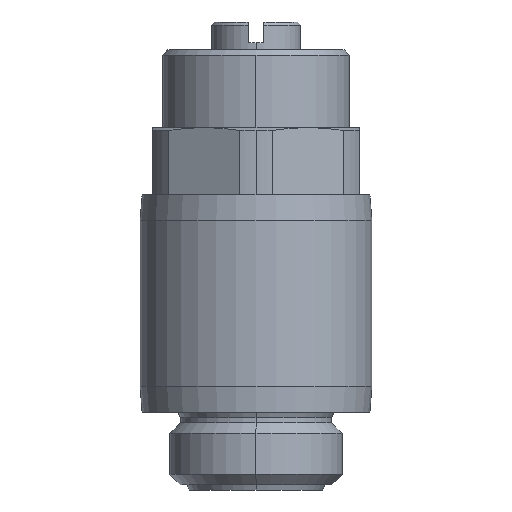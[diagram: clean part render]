
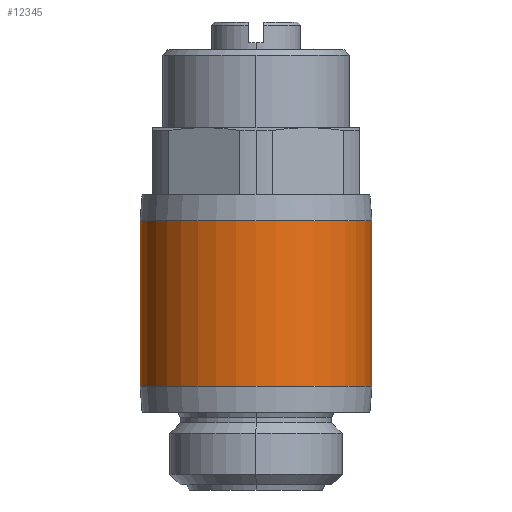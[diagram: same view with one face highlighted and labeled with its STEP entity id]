
A CAD part, left-side view. The second image highlights one B-rep face of the part: STEP entity #12345.
In plain terms, the highlighted cylindrical face has radius 11.2 mm (diameter 22.4 mm), a partial arc.
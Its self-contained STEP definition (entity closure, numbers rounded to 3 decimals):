
#491 = CARTESIAN_POINT ( 'NONE',  ( 6.2, 0., 8. ) ) ;
#1547 = FACE_OUTER_BOUND ( 'NONE', #15003, .T. ) ;
#1669 = DIRECTION ( 'NONE',  ( 0., 0., -1. ) ) ;
#1927 = ORIENTED_EDGE ( 'NONE', *, *, #7494, .F. ) ;
#2315 = CIRCLE ( 'NONE', #6578, 11.2 ) ;
#2377 = AXIS2_PLACEMENT_3D ( 'NONE', #8454, #13443, #7305 ) ;
#2548 = LINE ( 'NONE', #13098, #9037 ) ;
#3001 = VERTEX_POINT ( 'NONE', #6930 ) ;
#3104 = VECTOR ( 'NONE', #8189, 1000. ) ;
#3263 = DIRECTION ( 'NONE',  ( 0., -1., 0. ) ) ;
#4297 = CARTESIAN_POINT ( 'NONE',  ( 6.2, -11.2, 0. ) ) ;
#4853 = ORIENTED_EDGE ( 'NONE', *, *, #6486, .T. ) ;
#6486 = EDGE_CURVE ( 'NONE', #11659, #3001, #2548, .T. ) ;
#6578 = AXIS2_PLACEMENT_3D ( 'NONE', #13190, #6952, #3263 ) ;
#6930 = CARTESIAN_POINT ( 'NONE',  ( 6.2, 11.2, 8. ) ) ;
#6952 = DIRECTION ( 'NONE',  ( 0., 0., 1. ) ) ;
#7109 = EDGE_CURVE ( 'NONE', #14315, #11659, #2315, .T. ) ;
#7305 = DIRECTION ( 'NONE',  ( 0., -1., 0. ) ) ;
#7494 = EDGE_CURVE ( 'NONE', #14315, #11230, #10740, .T. ) ;
#8050 = DIRECTION ( 'NONE',  ( 0., -1., 0. ) ) ;
#8189 = DIRECTION ( 'NONE',  ( 0., 0., 1. ) ) ;
#8211 = AXIS2_PLACEMENT_3D ( 'NONE', #491, #1669, #8050 ) ;
#8251 = ORIENTED_EDGE ( 'NONE', *, *, #7109, .T. ) ;
#8454 = CARTESIAN_POINT ( 'NONE',  ( 6.2, 0., 0. ) ) ;
#8773 = CARTESIAN_POINT ( 'NONE',  ( 6.2, -11.2, -8. ) ) ;
#9037 = VECTOR ( 'NONE', #11937, 1000. ) ;
#9668 = ORIENTED_EDGE ( 'NONE', *, *, #15513, .T. ) ;
#10740 = LINE ( 'NONE', #4297, #3104 ) ;
#11230 = VERTEX_POINT ( 'NONE', #15096 ) ;
#11659 = VERTEX_POINT ( 'NONE', #14801 ) ;
#11899 = CYLINDRICAL_SURFACE ( 'NONE', #2377, 11.2 ) ;
#11937 = DIRECTION ( 'NONE',  ( 0., 0., 1. ) ) ;
#12234 = CIRCLE ( 'NONE', #8211, 11.2 ) ;
#12345 = ADVANCED_FACE ( 'NONE', ( #1547 ), #11899, .T. ) ;
#13098 = CARTESIAN_POINT ( 'NONE',  ( 6.2, 11.2, 0. ) ) ;
#13190 = CARTESIAN_POINT ( 'NONE',  ( 6.2, 0., -8. ) ) ;
#13443 = DIRECTION ( 'NONE',  ( 0., 0., 1. ) ) ;
#14315 = VERTEX_POINT ( 'NONE', #8773 ) ;
#14801 = CARTESIAN_POINT ( 'NONE',  ( 6.2, 11.2, -8. ) ) ;
#15003 = EDGE_LOOP ( 'NONE', ( #8251, #4853, #9668, #1927 ) ) ;
#15096 = CARTESIAN_POINT ( 'NONE',  ( 6.2, -11.2, 8. ) ) ;
#15513 = EDGE_CURVE ( 'NONE', #3001, #11230, #12234, .T. ) ;
